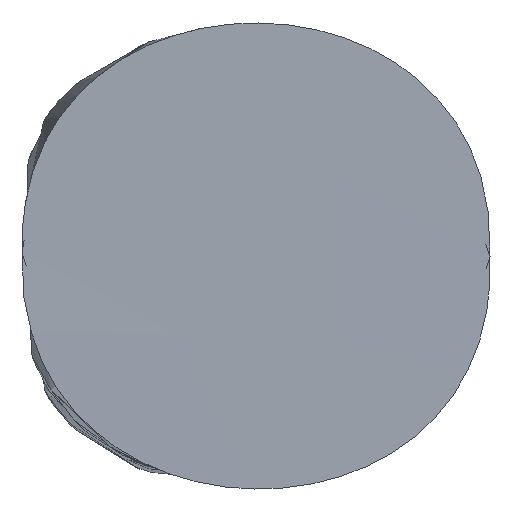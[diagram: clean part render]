
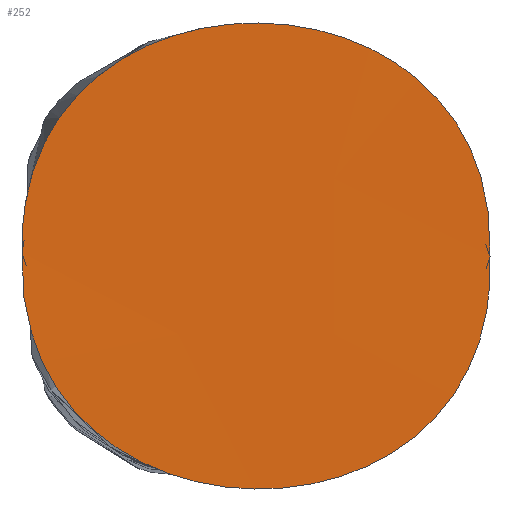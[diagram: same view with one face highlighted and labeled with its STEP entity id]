
A CAD part, top view. The second image highlights one B-rep face of the part: STEP entity #252.
In plain terms, the highlighted free-form (B-spline) face has degree [3, 3] with [4, 4] control points.
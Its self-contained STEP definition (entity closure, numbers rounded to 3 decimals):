
#58 = B_SPLINE_SURFACE_WITH_KNOTS('',3,3,(
    (#59,#60,#61,#62)
    ,(#63,#64,#65,#66)
    ,(#67,#68,#69,#70)
    ,(#71,#72,#73,#74
    )),.UNSPECIFIED.,.F.,.F.,.F.,(4,4),(4,4),(0.,1.),(0.,1.),
  .PIECEWISE_BEZIER_KNOTS.);
#59 = CARTESIAN_POINT('',(0.129,0.023,
    1.041));
#60 = CARTESIAN_POINT('',(0.129,0.011,
    0.34));
#61 = CARTESIAN_POINT('',(0.128,0.017,
    -0.35));
#62 = CARTESIAN_POINT('',(0.12,0.028,
    -1.048));
#63 = CARTESIAN_POINT('',(0.135,-0.136,1.049)
  );
#64 = CARTESIAN_POINT('',(0.13,-0.13,0.359)
  );
#65 = CARTESIAN_POINT('',(0.135,-0.127,-0.349
    ));
#66 = CARTESIAN_POINT('',(0.12,-0.135,-1.048)
  );
#67 = CARTESIAN_POINT('',(-0.113,-0.164,1.045
    ));
#68 = CARTESIAN_POINT('',(-0.112,-0.168,0.337)
  );
#69 = CARTESIAN_POINT('',(-0.127,-0.166,
    -0.348));
#70 = CARTESIAN_POINT('',(-0.122,-0.169,
    -1.042));
#71 = CARTESIAN_POINT('',(-0.112,0.004,
    1.044));
#72 = CARTESIAN_POINT('',(-0.12,-0.004,
    0.354));
#73 = CARTESIAN_POINT('',(-0.118,0.003,
    -0.35));
#74 = CARTESIAN_POINT('',(-0.122,0.008,
    -1.048));
#100 = B_SPLINE_SURFACE_WITH_KNOTS('',3,3,(
    (#101,#102,#103,#104)
    ,(#105,#106,#107,#108)
    ,(#109,#110,#111,#112)
    ,(#113,#114,#115,#116
    )),.UNSPECIFIED.,.F.,.F.,.F.,(4,4),(4,4),(0.,1.),(0.,1.),
  .PIECEWISE_BEZIER_KNOTS.);
#101 = CARTESIAN_POINT('',(-0.124,0.,
    1.051));
#102 = CARTESIAN_POINT('',(-0.122,0.003,
    0.353));
#103 = CARTESIAN_POINT('',(-0.118,0.008,
    -0.342));
#104 = CARTESIAN_POINT('',(-0.113,-0.006,
    -1.049));
#105 = CARTESIAN_POINT('',(-0.126,0.164,1.058
    ));
#106 = CARTESIAN_POINT('',(-0.117,0.157,0.346
    ));
#107 = CARTESIAN_POINT('',(-0.131,0.162,-0.354
    ));
#108 = CARTESIAN_POINT('',(-0.117,0.161,-1.043
    ));
#109 = CARTESIAN_POINT('',(0.115,0.148,1.05)
  );
#110 = CARTESIAN_POINT('',(0.119,0.162,0.352)
  );
#111 = CARTESIAN_POINT('',(0.121,0.142,-0.338
    ));
#112 = CARTESIAN_POINT('',(0.12,0.156,-1.047
    ));
#113 = CARTESIAN_POINT('',(0.122,0.,
    1.051));
#114 = CARTESIAN_POINT('',(0.126,-0.003,
    0.363));
#115 = CARTESIAN_POINT('',(0.124,0.009,
    -0.353));
#116 = CARTESIAN_POINT('',(0.126,-0.005,
    -1.045));
#129 = VERTEX_POINT('',#130);
#130 = CARTESIAN_POINT('',(0.123,0.001,
    1.));
#155 = VERTEX_POINT('',#156);
#156 = CARTESIAN_POINT('',(-0.115,0.003,
    1.001));
#179 = EDGE_CURVE('',#155,#129,#180,.T.);
#180 = SURFACE_CURVE('',#181,(#186,#196),.PCURVE_S1.);
#181 = B_SPLINE_CURVE_WITH_KNOTS('',3,(#182,#183,#184,#185),
  .UNSPECIFIED.,.F.,.F.,(4,4),(0.,1.),.PIECEWISE_BEZIER_KNOTS.);
#182 = CARTESIAN_POINT('',(-0.115,0.003,
    1.001));
#183 = CARTESIAN_POINT('',(-0.12,-0.155,
    1.001));
#184 = CARTESIAN_POINT('',(0.129,-0.158,0.999
    ));
#185 = CARTESIAN_POINT('',(0.123,0.001,
    1.));
#186 = PCURVE('',#58,#187);
#187 = DEFINITIONAL_REPRESENTATION('',(#188),#195);
#188 = B_SPLINE_CURVE_WITH_KNOTS('',5,(#189,#190,#191,#192,#193,#194),
  .UNSPECIFIED.,.F.,.F.,(6,6),(0.,1.),.PIECEWISE_BEZIER_KNOTS.);
#189 = CARTESIAN_POINT('',(0.999,0.021));
#190 = CARTESIAN_POINT('',(0.81,0.021));
#191 = CARTESIAN_POINT('',(0.615,0.02));
#192 = CARTESIAN_POINT('',(0.403,0.02));
#193 = CARTESIAN_POINT('',(0.264,0.02));
#194 = CARTESIAN_POINT('',(0.046,0.02));
#195 = ( GEOMETRIC_REPRESENTATION_CONTEXT(2) 
PARAMETRIC_REPRESENTATION_CONTEXT() REPRESENTATION_CONTEXT('2D SPACE',''
  ) );
#196 = PCURVE('',#197,#214);
#197 = B_SPLINE_SURFACE_WITH_KNOTS('',3,3,(
    (#198,#199,#200,#201)
    ,(#202,#203,#204,#205)
    ,(#206,#207,#208,#209)
    ,(#210,#211,#212,#213
    )),.UNSPECIFIED.,.F.,.F.,.F.,(4,4),(4,4),(0.,1.),(0.,1.),
  .PIECEWISE_BEZIER_KNOTS.);
#198 = CARTESIAN_POINT('',(-0.123,-0.125,1.
    ));
#199 = CARTESIAN_POINT('',(-0.124,-0.042,
    1.001));
#200 = CARTESIAN_POINT('',(-0.123,0.038,
    1.001));
#201 = CARTESIAN_POINT('',(-0.123,0.12,1.001
    ));
#202 = CARTESIAN_POINT('',(-0.042,-0.124,
    0.999));
#203 = CARTESIAN_POINT('',(-0.041,-0.044,
    1.001));
#204 = CARTESIAN_POINT('',(-0.04,0.039,
    1.));
#205 = CARTESIAN_POINT('',(-0.041,0.12,
    1.001));
#206 = CARTESIAN_POINT('',(0.042,-0.124,
    1.));
#207 = CARTESIAN_POINT('',(0.042,-0.044,
    1.001));
#208 = CARTESIAN_POINT('',(0.042,0.038,
    1.002));
#209 = CARTESIAN_POINT('',(0.042,0.12,
    1.001));
#210 = CARTESIAN_POINT('',(0.125,-0.125,0.999
    ));
#211 = CARTESIAN_POINT('',(0.125,-0.043,
    1.001));
#212 = CARTESIAN_POINT('',(0.125,0.038,
    1.001));
#213 = CARTESIAN_POINT('',(0.124,0.12,1.001)
  );
#214 = DEFINITIONAL_REPRESENTATION('',(#215),#220);
#215 = B_SPLINE_CURVE_WITH_KNOTS('',3,(#216,#217,#218,#219),
  .UNSPECIFIED.,.F.,.F.,(4,4),(0.,1.),.PIECEWISE_BEZIER_KNOTS.);
#216 = CARTESIAN_POINT('',(0.035,0.522));
#217 = CARTESIAN_POINT('',(0.014,-0.127));
#218 = CARTESIAN_POINT('',(1.018,-0.136));
#219 = CARTESIAN_POINT('',(0.994,0.516));
#220 = ( GEOMETRIC_REPRESENTATION_CONTEXT(2) 
PARAMETRIC_REPRESENTATION_CONTEXT() REPRESENTATION_CONTEXT('2D SPACE',''
  ) );
#226 = EDGE_CURVE('',#129,#155,#227,.T.);
#227 = SURFACE_CURVE('',#228,(#233,#242),.PCURVE_S1.);
#228 = B_SPLINE_CURVE_WITH_KNOTS('',3,(#229,#230,#231,#232),
  .UNSPECIFIED.,.F.,.F.,(4,4),(0.,1.),.PIECEWISE_BEZIER_KNOTS.);
#229 = CARTESIAN_POINT('',(0.123,0.001,
    1.));
#230 = CARTESIAN_POINT('',(0.129,0.158,1.001)
  );
#231 = CARTESIAN_POINT('',(-0.119,0.16,1.001)
  );
#232 = CARTESIAN_POINT('',(-0.115,0.003,
    1.001));
#233 = PCURVE('',#100,#234);
#234 = DEFINITIONAL_REPRESENTATION('',(#235),#241);
#235 = B_SPLINE_CURVE_WITH_KNOTS('',4,(#236,#237,#238,#239,#240),
  .UNSPECIFIED.,.F.,.F.,(5,5),(0.,1.),.PIECEWISE_BEZIER_KNOTS.);
#236 = CARTESIAN_POINT('',(0.996,0.025));
#237 = CARTESIAN_POINT('',(0.732,0.024));
#238 = CARTESIAN_POINT('',(0.579,0.024));
#239 = CARTESIAN_POINT('',(0.25,0.024));
#240 = CARTESIAN_POINT('',(0.006,0.024));
#241 = ( GEOMETRIC_REPRESENTATION_CONTEXT(2) 
PARAMETRIC_REPRESENTATION_CONTEXT() REPRESENTATION_CONTEXT('2D SPACE',''
  ) );
#242 = PCURVE('',#197,#243);
#243 = DEFINITIONAL_REPRESENTATION('',(#244),#249);
#244 = B_SPLINE_CURVE_WITH_KNOTS('',3,(#245,#246,#247,#248),
  .UNSPECIFIED.,.F.,.F.,(4,4),(0.,1.),.PIECEWISE_BEZIER_KNOTS.);
#245 = CARTESIAN_POINT('',(0.994,0.516));
#246 = CARTESIAN_POINT('',(1.02,1.157));
#247 = CARTESIAN_POINT('',(0.018,1.165));
#248 = CARTESIAN_POINT('',(0.035,0.522));
#249 = ( GEOMETRIC_REPRESENTATION_CONTEXT(2) 
PARAMETRIC_REPRESENTATION_CONTEXT() REPRESENTATION_CONTEXT('2D SPACE',''
  ) );
#252 = ADVANCED_FACE('',(#253),#197,.T.);
#253 = FACE_BOUND('',#254,.T.);
#254 = EDGE_LOOP('',(#255,#256));
#255 = ORIENTED_EDGE('',*,*,#226,.T.);
#256 = ORIENTED_EDGE('',*,*,#179,.T.);
